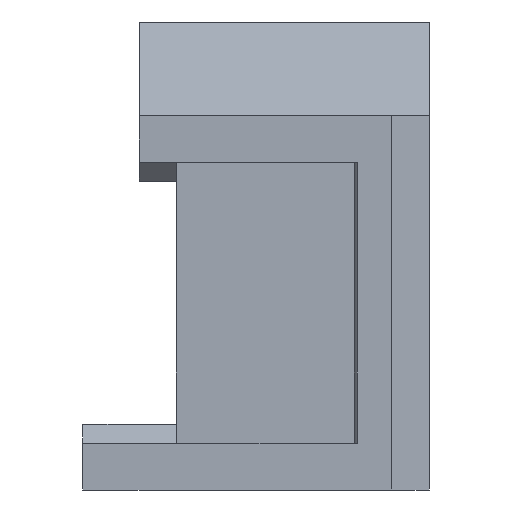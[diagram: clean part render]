
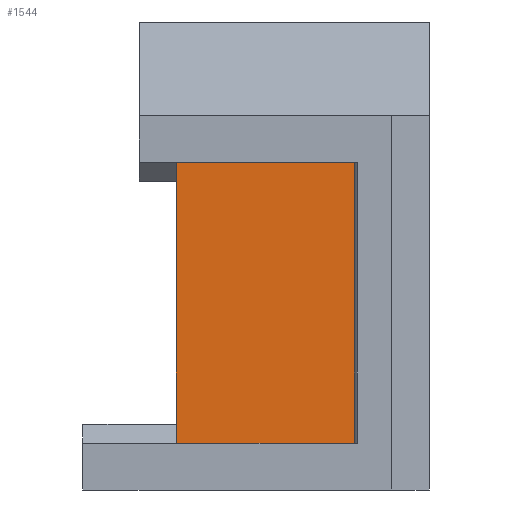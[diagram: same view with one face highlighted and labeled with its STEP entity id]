
A CAD part, left-side view. The second image highlights one B-rep face of the part: STEP entity #1544.
In plain terms, the highlighted planar face has unit normal (-1, 0, 0).
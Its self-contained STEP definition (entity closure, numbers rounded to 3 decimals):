
#124=FACE_OUTER_BOUND('',#219,.T.);
#219=EDGE_LOOP('',(#1239,#1240,#1241,#1242));
#315=LINE('',#2239,#502);
#380=LINE('',#2386,#567);
#414=LINE('',#2464,#601);
#415=LINE('',#2465,#602);
#502=VECTOR('',#1808,1000.);
#567=VECTOR('',#1917,1000.);
#601=VECTOR('',#1989,1000.);
#602=VECTOR('',#1990,1000.);
#687=VERTEX_POINT('',#2236);
#688=VERTEX_POINT('',#2238);
#748=VERTEX_POINT('',#2385);
#773=VERTEX_POINT('',#2463);
#840=EDGE_CURVE('',#687,#688,#315,.T.);
#914=EDGE_CURVE('',#748,#688,#380,.T.);
#955=EDGE_CURVE('',#773,#748,#414,.T.);
#956=EDGE_CURVE('',#773,#687,#415,.T.);
#1239=ORIENTED_EDGE('',*,*,#955,.T.);
#1240=ORIENTED_EDGE('',*,*,#914,.T.);
#1241=ORIENTED_EDGE('',*,*,#840,.F.);
#1242=ORIENTED_EDGE('',*,*,#956,.F.);
#1468=PLANE('',#1665);
#1544=ADVANCED_FACE('',(#124),#1468,.F.);
#1665=AXIS2_PLACEMENT_3D('',#2462,#1987,#1988);
#1808=DIRECTION('',(0.,-1.,0.));
#1917=DIRECTION('',(0.,0.,1.));
#1987=DIRECTION('center_axis',(1.,0.,0.));
#1988=DIRECTION('ref_axis',(0.,0.,-1.));
#1989=DIRECTION('',(0.,-1.,0.));
#1990=DIRECTION('',(0.,0.,1.));
#2236=CARTESIAN_POINT('',(386.3,-42.,-15.));
#2238=CARTESIAN_POINT('',(386.3,-69.,-15.));
#2239=CARTESIAN_POINT('',(386.3,-58.65,-15.));
#2385=CARTESIAN_POINT('',(386.3,-69.,-45.));
#2386=CARTESIAN_POINT('',(386.3,-69.,-45.002));
#2462=CARTESIAN_POINT('Origin',(386.3,-58.65,-45.002));
#2463=CARTESIAN_POINT('',(386.3,-42.,-45.));
#2464=CARTESIAN_POINT('',(386.3,-58.65,-45.));
#2465=CARTESIAN_POINT('',(386.3,-42.,-45.002));
